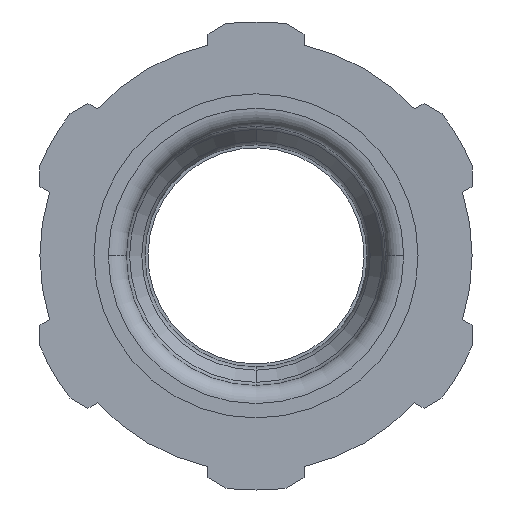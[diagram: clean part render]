
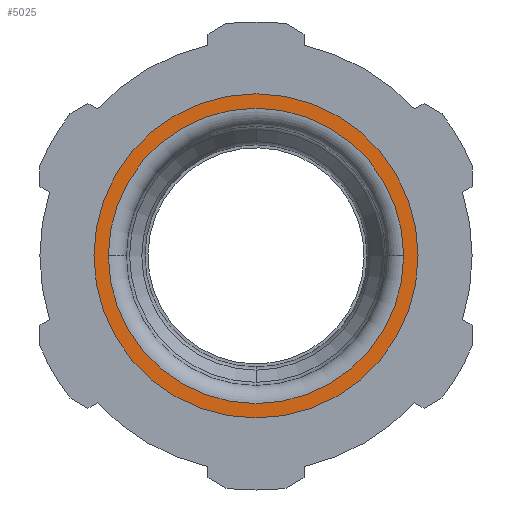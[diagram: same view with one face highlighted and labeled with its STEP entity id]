
A CAD part, front view. The second image highlights one B-rep face of the part: STEP entity #5025.
In plain terms, the highlighted planar face has unit normal (0, -1, 0).
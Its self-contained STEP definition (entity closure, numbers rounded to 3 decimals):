
#651 = AXIS2_PLACEMENT_3D ( 'NONE', #935, #3841, #8851 ) ;
#739 = PLANE ( 'NONE',  #2147 ) ;
#935 = CARTESIAN_POINT ( 'NONE',  ( 0., -18.75, 0. ) ) ;
#986 = CIRCLE ( 'NONE', #651, 12.3 ) ;
#1003 = DIRECTION ( 'NONE',  ( 0., 1., 0. ) ) ;
#1322 = EDGE_CURVE ( 'NONE', #6337, #2870, #986, .T. ) ;
#1384 = FACE_BOUND ( 'NONE', #4153, .T. ) ;
#1773 = EDGE_CURVE ( 'NONE', #3271, #7423, #8846, .T. ) ;
#2147 = AXIS2_PLACEMENT_3D ( 'NONE', #7975, #8703, #3685 ) ;
#2444 = DIRECTION ( 'NONE',  ( -1., 0., 0. ) ) ;
#2730 = EDGE_LOOP ( 'NONE', ( #7235, #5174 ) ) ;
#2870 = VERTEX_POINT ( 'NONE', #6061 ) ;
#2964 = CARTESIAN_POINT ( 'NONE',  ( 14.15, -18.75, 0. ) ) ;
#3132 = DIRECTION ( 'NONE',  ( 0., 1., 0. ) ) ;
#3271 = VERTEX_POINT ( 'NONE', #7334 ) ;
#3527 = FACE_OUTER_BOUND ( 'NONE', #2730, .T. ) ;
#3648 = CARTESIAN_POINT ( 'NONE',  ( 0., -18.75, 0. ) ) ;
#3655 = AXIS2_PLACEMENT_3D ( 'NONE', #8222, #6759, #8165 ) ;
#3685 = DIRECTION ( 'NONE',  ( -1., 0., 0. ) ) ;
#3841 = DIRECTION ( 'NONE',  ( 0., 1., 0. ) ) ;
#4082 = ORIENTED_EDGE ( 'NONE', *, *, #1322, .T. ) ;
#4153 = EDGE_LOOP ( 'NONE', ( #4082, #4352 ) ) ;
#4352 = ORIENTED_EDGE ( 'NONE', *, *, #5279, .T. ) ;
#4566 = DIRECTION ( 'NONE',  ( -1., 0., 0. ) ) ;
#5025 = ADVANCED_FACE ( 'NONE', ( #3527, #1384 ), #739, .F. ) ;
#5174 = ORIENTED_EDGE ( 'NONE', *, *, #1773, .F. ) ;
#5279 = EDGE_CURVE ( 'NONE', #2870, #6337, #9020, .T. ) ;
#5475 = AXIS2_PLACEMENT_3D ( 'NONE', #8832, #1003, #4566 ) ;
#6061 = CARTESIAN_POINT ( 'NONE',  ( 12.3, -18.75, 0. ) ) ;
#6320 = EDGE_CURVE ( 'NONE', #7423, #3271, #7883, .T. ) ;
#6337 = VERTEX_POINT ( 'NONE', #7451 ) ;
#6759 = DIRECTION ( 'NONE',  ( 0., 1., 0. ) ) ;
#7235 = ORIENTED_EDGE ( 'NONE', *, *, #6320, .F. ) ;
#7334 = CARTESIAN_POINT ( 'NONE',  ( -14.15, -18.75, 0. ) ) ;
#7423 = VERTEX_POINT ( 'NONE', #2964 ) ;
#7451 = CARTESIAN_POINT ( 'NONE',  ( -12.3, -18.75, 0. ) ) ;
#7883 = CIRCLE ( 'NONE', #5475, 14.15 ) ;
#7975 = CARTESIAN_POINT ( 'NONE',  ( -13.65, -18.75, 0. ) ) ;
#8165 = DIRECTION ( 'NONE',  ( -1., 0., 0. ) ) ;
#8222 = CARTESIAN_POINT ( 'NONE',  ( 0., -18.75, 0. ) ) ;
#8499 = AXIS2_PLACEMENT_3D ( 'NONE', #3648, #3132, #2444 ) ;
#8703 = DIRECTION ( 'NONE',  ( 0., 1., 0. ) ) ;
#8832 = CARTESIAN_POINT ( 'NONE',  ( 0., -18.75, 0. ) ) ;
#8846 = CIRCLE ( 'NONE', #8499, 14.15 ) ;
#8851 = DIRECTION ( 'NONE',  ( -1., 0., 0. ) ) ;
#9020 = CIRCLE ( 'NONE', #3655, 12.3 ) ;
